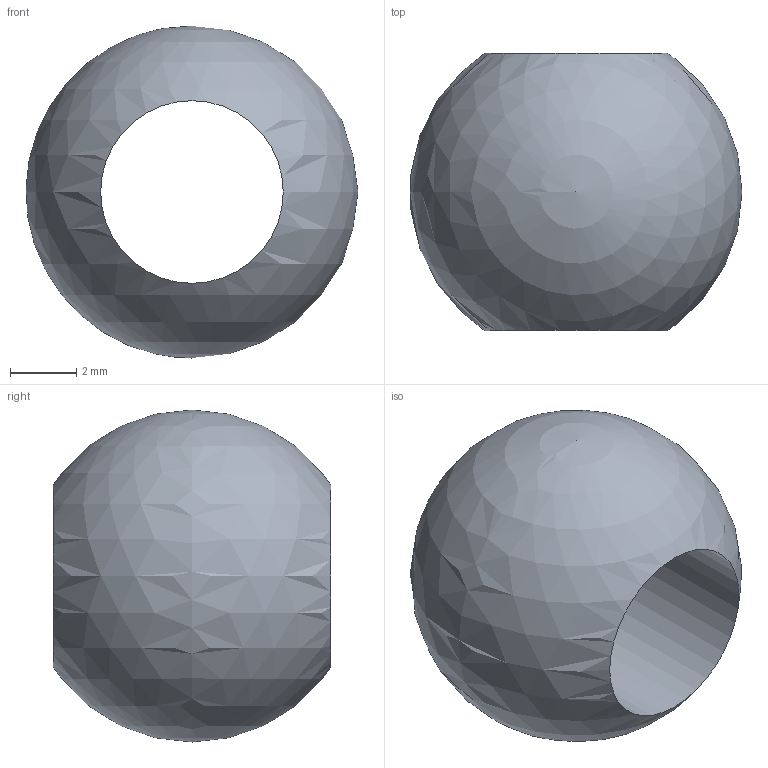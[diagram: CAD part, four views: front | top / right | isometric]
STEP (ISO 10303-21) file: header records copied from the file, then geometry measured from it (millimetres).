
FILE_DESCRIPTION (( 'STEP AP203' ), '1' );
FILE_NAME ('3550.step', '2020-05-28T09:38:49', ( '' ), ( '' ), 'SwSTEP 2.0', 'SolidWorks 2015', '' );
FILE_SCHEMA (( 'CONFIG_CONTROL_DESIGN' ));
Length unit declared in the file: millimetre
Products named in the file (1): 3550
Bounding box: 10 x 8.35 x 10 mm (x, y, z)
Volume: 304.9 mm3; surface area: 409.6 mm2
Topology: 1 solids, 1 shells, 174 faces, 474 edges, 316 vertices
Faces by surface type: bspline 87, plane 69, cylinder 17, sphere 1
Full cylindrical faces by diameter (mm): 5.5 x1
Entity records: 8992 total; most frequent: CARTESIAN_POINT 5091, ORIENTED_EDGE 940, DIRECTION 530, EDGE_CURVE 470, VERTEX_POINT 314, VECTOR 218, LINE 218, EDGE_LOOP 192
